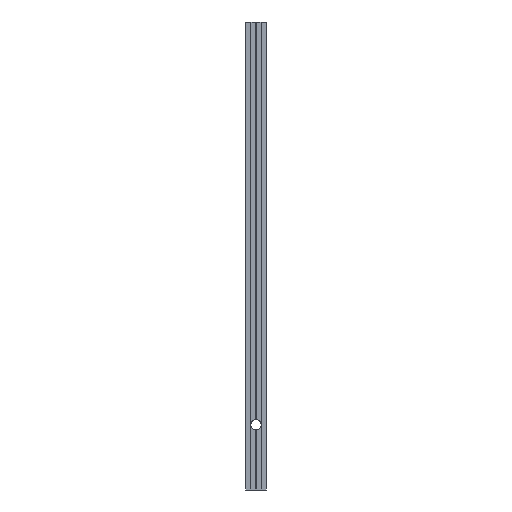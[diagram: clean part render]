
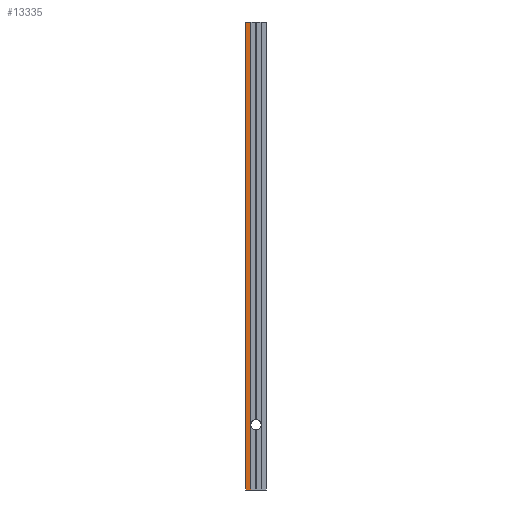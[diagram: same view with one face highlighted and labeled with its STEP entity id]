
A CAD part, left-side view. The second image highlights one B-rep face of the part: STEP entity #13335.
In plain terms, the highlighted planar face has unit normal (-1, 0, 0).
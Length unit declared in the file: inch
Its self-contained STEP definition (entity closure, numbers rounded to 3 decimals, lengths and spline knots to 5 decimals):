
#1903=FACE_OUTER_BOUND('',#2513,.T.);
#2513=EDGE_LOOP('',(#10592,#10593,#10594,#10595));
#3078=LINE('',#20293,#3958);
#3558=LINE('',#23619,#4438);
#3559=LINE('',#23621,#4439);
#3560=LINE('',#23622,#4440);
#3958=VECTOR('',#15631,0.3937);
#4438=VECTOR('',#19103,39.37008);
#4439=VECTOR('',#19104,39.37008);
#4440=VECTOR('',#19105,39.37008);
#4837=VERTEX_POINT('',#20290);
#4838=VERTEX_POINT('',#20292);
#6188=VERTEX_POINT('',#23618);
#6189=VERTEX_POINT('',#23620);
#6222=EDGE_CURVE('',#4837,#4838,#3078,.T.);
#7973=EDGE_CURVE('',#6188,#4837,#3558,.T.);
#7974=EDGE_CURVE('',#6188,#6189,#3559,.T.);
#7975=EDGE_CURVE('',#6189,#4838,#3560,.T.);
#10592=ORIENTED_EDGE('',*,*,#7973,.F.);
#10593=ORIENTED_EDGE('',*,*,#7974,.T.);
#10594=ORIENTED_EDGE('',*,*,#7975,.T.);
#10595=ORIENTED_EDGE('',*,*,#6222,.F.);
#12741=PLANE('',#15225);
#13335=ADVANCED_FACE('',(#1903),#12741,.T.);
#15225=AXIS2_PLACEMENT_3D('',#23617,#19101,#19102);
#15631=DIRECTION('',(0.,-1.,0.));
#19101=DIRECTION('center_axis',(-1.,0.,0.));
#19102=DIRECTION('ref_axis',(0.,0.,1.));
#19103=DIRECTION('',(0.,0.,1.));
#19104=DIRECTION('',(0.,-1.,0.));
#19105=DIRECTION('',(0.,0.,1.));
#20290=CARTESIAN_POINT('',(-0.5,1.,-0.52843));
#20292=CARTESIAN_POINT('',(-0.5,0.505,-0.52843));
#20293=CARTESIAN_POINT('',(-0.5,-0.5,-0.52843));
#23617=CARTESIAN_POINT('Origin',(-0.5,-1.,-46.5));
#23618=CARTESIAN_POINT('',(-0.5,1.,-46.5));
#23619=CARTESIAN_POINT('',(-0.5,1.,-46.5));
#23620=CARTESIAN_POINT('',(-0.5,0.505,-46.5));
#23621=CARTESIAN_POINT('',(-0.5,-1.,-46.5));
#23622=CARTESIAN_POINT('',(-0.5,0.505,-46.5));
